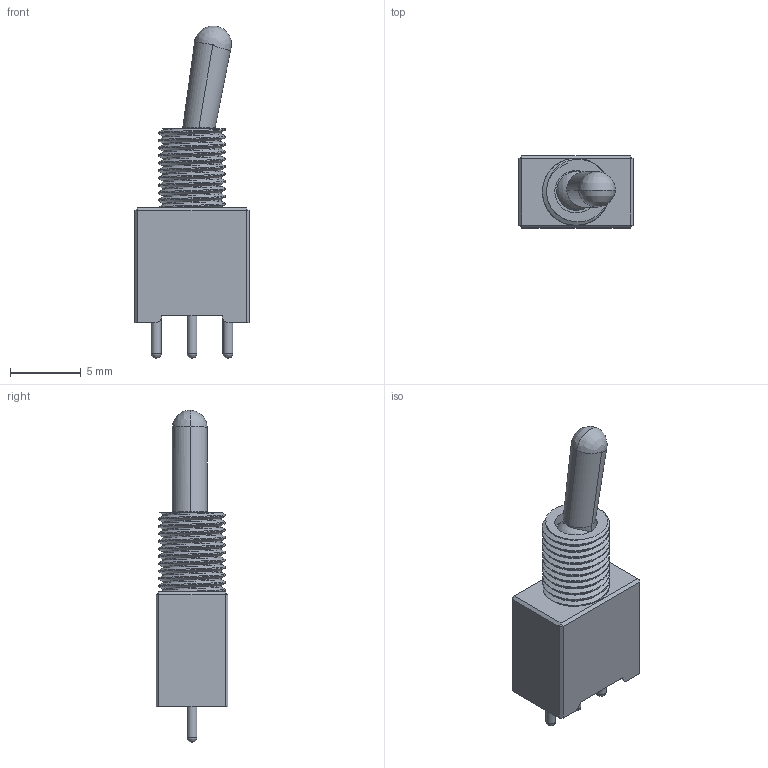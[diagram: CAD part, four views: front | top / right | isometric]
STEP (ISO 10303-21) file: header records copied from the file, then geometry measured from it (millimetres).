
FILE_DESCRIPTION(/* description */ (''),/* implementation_level */ '2;1');
FILE_NAME(/* name */ '200-MSP-1-T3-B1-M2-PE.step',/* time_stamp */ '2020-07-05T12:31:50+02:00',/* author */ (''),/* organization */ (''),/* preprocessor_version */ 'ST-DEVELOPER v18.1',/* originating_system */ 'Autodesk Translation Framework v9.3.0.1241',/* authorisation */ '');
FILE_SCHEMA (('AUTOMOTIVE_DESIGN { 1 0 10303 214 3 1 1 }'));
Length unit declared in the file: millimetre
Products named in the file (1): 200-MSP-1-T3-B1-M2-PE
Bounding box: 8.1 x 5.1 x 23.53 mm (x, y, z)
Volume: 440.3 mm3; surface area: 499.9 mm2
Topology: 1 solids, 1 shells, 80 faces, 201 edges, 128 vertices
Faces by surface type: cylinder 35, plane 33, bspline 11, sphere 1
Full cylindrical faces by diameter (mm): 0.7 x3, 4.176 x3, 4.75 x7
Entity records: 4063 total; most frequent: CARTESIAN_POINT 2187, ORIENTED_EDGE 402, DIRECTION 332, EDGE_CURVE 201, VERTEX_POINT 128, AXIS2_PLACEMENT_3D 116, LINE 100, VECTOR 100
